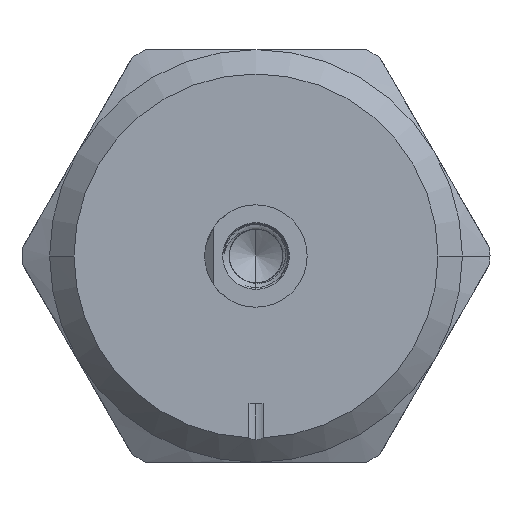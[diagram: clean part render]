
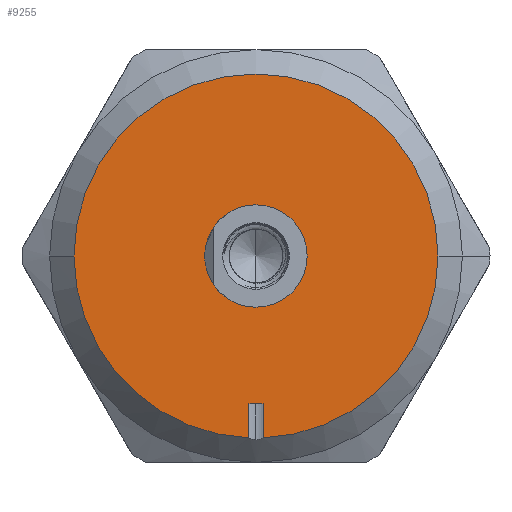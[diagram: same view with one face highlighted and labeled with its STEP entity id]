
A CAD part, left-side view. The second image highlights one B-rep face of the part: STEP entity #9255.
In plain terms, the highlighted planar face has unit normal (-1, 0, 0).
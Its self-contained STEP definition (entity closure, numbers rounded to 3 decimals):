
#96 = VERTEX_POINT ( 'NONE', #9885 ) ;
#98 = DIRECTION ( 'NONE',  ( 0., 0., 1. ) ) ;
#243 = VERTEX_POINT ( 'NONE', #15150 ) ;
#592 = ORIENTED_EDGE ( 'NONE', *, *, #6028, .T. ) ;
#621 = LINE ( 'NONE', #1896, #10063 ) ;
#827 = DIRECTION ( 'NONE',  ( -1., 0., 0. ) ) ;
#1017 = AXIS2_PLACEMENT_3D ( 'NONE', #12272, #11055, #3315 ) ;
#1198 = PLANE ( 'NONE',  #3865 ) ;
#1527 = LINE ( 'NONE', #2674, #7215 ) ;
#1708 = VERTEX_POINT ( 'NONE', #8864 ) ;
#1896 = CARTESIAN_POINT ( 'NONE',  ( -10., -0.436, -15.5 ) ) ;
#1976 = AXIS2_PLACEMENT_3D ( 'NONE', #6350, #3990, #11298 ) ;
#2270 = EDGE_LOOP ( 'NONE', ( #11846, #7994 ) ) ;
#2273 = CARTESIAN_POINT ( 'NONE',  ( -10., -0.436, -11.192 ) ) ;
#2377 = VERTEX_POINT ( 'NONE', #2541 ) ;
#2541 = CARTESIAN_POINT ( 'NONE',  ( -10., 11.2, 0. ) ) ;
#2637 = AXIS2_PLACEMENT_3D ( 'NONE', #13378, #827, #10808 ) ;
#2674 = CARTESIAN_POINT ( 'NONE',  ( -10., 0.436, -15.5 ) ) ;
#3315 = DIRECTION ( 'NONE',  ( 0., 1., 0. ) ) ;
#3448 = VERTEX_POINT ( 'NONE', #2273 ) ;
#3518 = DIRECTION ( 'NONE',  ( -1., 0., 0. ) ) ;
#3732 = VERTEX_POINT ( 'NONE', #5277 ) ;
#3777 = VERTEX_POINT ( 'NONE', #12850 ) ;
#3865 = AXIS2_PLACEMENT_3D ( 'NONE', #6041, #16198, #13588 ) ;
#3982 = EDGE_CURVE ( 'NONE', #3448, #1708, #9698, .T. ) ;
#3990 = DIRECTION ( 'NONE',  ( -1., 0., 0. ) ) ;
#4617 = EDGE_CURVE ( 'NONE', #8081, #96, #12426, .T. ) ;
#5111 = CIRCLE ( 'NONE', #12890, 3.15 ) ;
#5277 = CARTESIAN_POINT ( 'NONE',  ( -10., -0.436, -9.078 ) ) ;
#6028 = EDGE_CURVE ( 'NONE', #3732, #3448, #621, .T. ) ;
#6041 = CARTESIAN_POINT ( 'NONE',  ( -10., 0., 0. ) ) ;
#6350 = CARTESIAN_POINT ( 'NONE',  ( -10., 0., 0. ) ) ;
#6689 = ORIENTED_EDGE ( 'NONE', *, *, #12767, .T. ) ;
#6805 = ORIENTED_EDGE ( 'NONE', *, *, #12226, .T. ) ;
#7215 = VECTOR ( 'NONE', #98, 1000. ) ;
#7350 = FACE_OUTER_BOUND ( 'NONE', #15223, .T. ) ;
#7390 = DIRECTION ( 'NONE',  ( 0., 0., 1. ) ) ;
#7642 = CIRCLE ( 'NONE', #1017, 11.2 ) ;
#7649 = ORIENTED_EDGE ( 'NONE', *, *, #11389, .T. ) ;
#7819 = ORIENTED_EDGE ( 'NONE', *, *, #12703, .T. ) ;
#7994 = ORIENTED_EDGE ( 'NONE', *, *, #4617, .F. ) ;
#8081 = VERTEX_POINT ( 'NONE', #8808 ) ;
#8808 = CARTESIAN_POINT ( 'NONE',  ( -10., 0., -3.15 ) ) ;
#8864 = CARTESIAN_POINT ( 'NONE',  ( -10., -11.2, 0. ) ) ;
#9255 = ADVANCED_FACE ( 'NONE', ( #14016, #7350 ), #1198, .T. ) ;
#9698 = CIRCLE ( 'NONE', #2637, 11.2 ) ;
#9854 = EDGE_CURVE ( 'NONE', #96, #8081, #5111, .T. ) ;
#9885 = CARTESIAN_POINT ( 'NONE',  ( -10., 0., 3.15 ) ) ;
#10063 = VECTOR ( 'NONE', #14246, 1000. ) ;
#10734 = DIRECTION ( 'NONE',  ( 0., 0., 1. ) ) ;
#10808 = DIRECTION ( 'NONE',  ( 0., 1., 0. ) ) ;
#11036 = CARTESIAN_POINT ( 'NONE',  ( -10., 0., 0. ) ) ;
#11055 = DIRECTION ( 'NONE',  ( -1., 0., 0. ) ) ;
#11298 = DIRECTION ( 'NONE',  ( 0., 0., 1. ) ) ;
#11389 = EDGE_CURVE ( 'NONE', #2377, #243, #7642, .T. ) ;
#11800 = AXIS2_PLACEMENT_3D ( 'NONE', #14959, #13689, #7390 ) ;
#11846 = ORIENTED_EDGE ( 'NONE', *, *, #9854, .F. ) ;
#11944 = DIRECTION ( 'NONE',  ( -1., 0., 0. ) ) ;
#12226 = EDGE_CURVE ( 'NONE', #1708, #2377, #12536, .T. ) ;
#12272 = CARTESIAN_POINT ( 'NONE',  ( -10., 0., 0. ) ) ;
#12314 = DIRECTION ( 'NONE',  ( 0., 1., 0. ) ) ;
#12426 = CIRCLE ( 'NONE', #11800, 3.15 ) ;
#12536 = CIRCLE ( 'NONE', #14479, 11.2 ) ;
#12703 = EDGE_CURVE ( 'NONE', #243, #3777, #1527, .T. ) ;
#12767 = EDGE_CURVE ( 'NONE', #3777, #3732, #14492, .T. ) ;
#12850 = CARTESIAN_POINT ( 'NONE',  ( -10., 0.436, -9.078 ) ) ;
#12890 = AXIS2_PLACEMENT_3D ( 'NONE', #13295, #11944, #10734 ) ;
#12930 = ORIENTED_EDGE ( 'NONE', *, *, #3982, .T. ) ;
#13295 = CARTESIAN_POINT ( 'NONE',  ( -10., 0., 0. ) ) ;
#13378 = CARTESIAN_POINT ( 'NONE',  ( -10., 0., 0. ) ) ;
#13588 = DIRECTION ( 'NONE',  ( 0., 1., 0. ) ) ;
#13689 = DIRECTION ( 'NONE',  ( -1., 0., 0. ) ) ;
#14016 = FACE_BOUND ( 'NONE', #2270, .T. ) ;
#14246 = DIRECTION ( 'NONE',  ( 0., 0., -1. ) ) ;
#14479 = AXIS2_PLACEMENT_3D ( 'NONE', #11036, #3518, #12314 ) ;
#14492 = CIRCLE ( 'NONE', #1976, 9.088 ) ;
#14959 = CARTESIAN_POINT ( 'NONE',  ( -10., 0., 0. ) ) ;
#15150 = CARTESIAN_POINT ( 'NONE',  ( -10., 0.436, -11.192 ) ) ;
#15223 = EDGE_LOOP ( 'NONE', ( #7819, #6689, #592, #12930, #6805, #7649 ) ) ;
#16198 = DIRECTION ( 'NONE',  ( -1., 0., 0. ) ) ;
